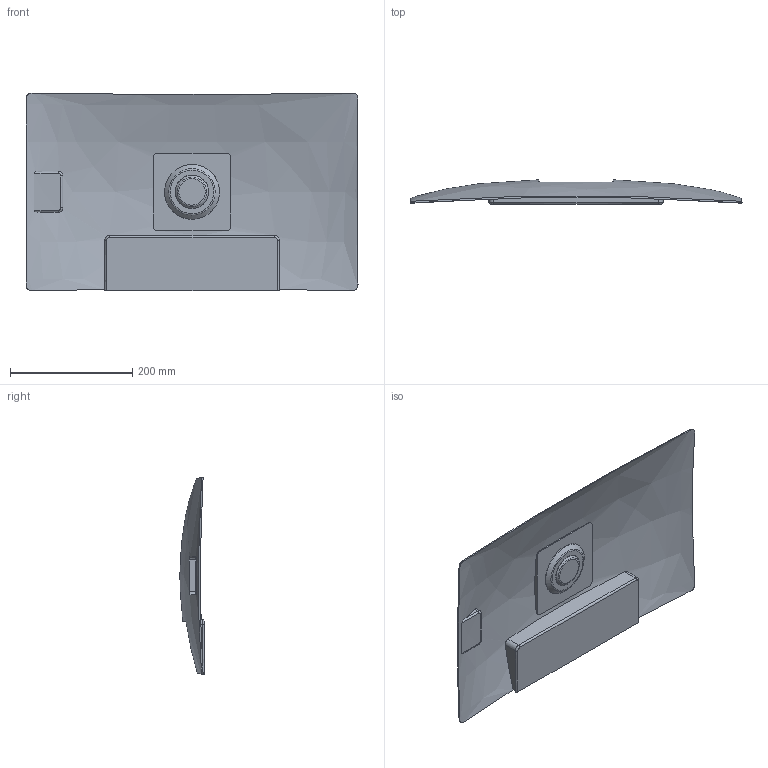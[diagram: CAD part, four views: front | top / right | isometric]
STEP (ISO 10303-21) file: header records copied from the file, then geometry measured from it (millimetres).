
FILE_DESCRIPTION (( 'STEP AP214' ), '1' );
FILE_NAME ('rc2_shell5.STEP', '2014-09-26T15:18:53', ( '' ), ( '' ), 'SwSTEP 2.0', 'SolidWorks 2014', '' );
FILE_SCHEMA (( 'AUTOMOTIVE_DESIGN' ));
Length unit declared in the file: millimetre
Products named in the file (1): rc2_shell5
Bounding box: 543.44 x 39.5 x 323.28 mm (x, y, z)
Volume: 478846.9 mm3; surface area: 387833 mm2
Topology: 1 solids, 1 shells, 88 faces, 242 edges, 164 vertices
Faces by surface type: plane 32, bspline 30, cylinder 16, torus 6, cone 4
Entity records: 18053 total; most frequent: CARTESIAN_POINT 15696, ORIENTED_EDGE 440, DIRECTION 224, EDGE_CURVE 220, VERTEX_POINT 154, B_SPLINE_CURVE_WITH_KNOTS 133, EDGE_LOOP 108, FACE_OUTER_BOUND 96
